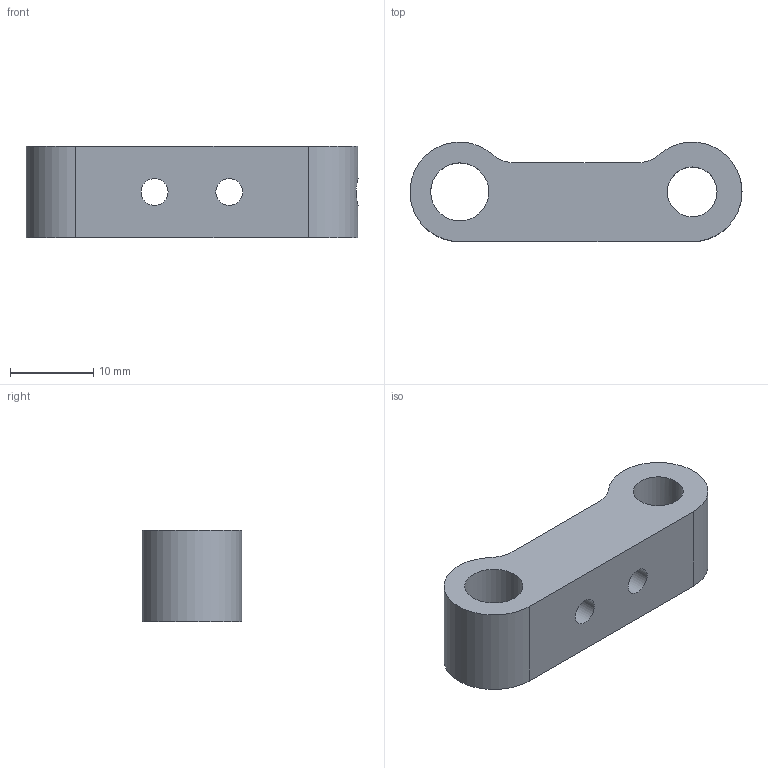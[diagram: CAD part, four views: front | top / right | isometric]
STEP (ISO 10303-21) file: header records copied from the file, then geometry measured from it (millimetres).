
FILE_DESCRIPTION(/* description */ (''),/* implementation_level */ '2;1');
FILE_NAME(/* name */ 'Underfeste.stp',/* time_stamp */ '2025-08-07T17:56:41+02:00',/* author */ ('roone'),/* organization */ (''),/* preprocessor_version */ 'ST-DEVELOPER v20',/* originating_system */ 'Autodesk Inventor 2025',/* authorisation */ '');
FILE_SCHEMA (('AUTOMOTIVE_DESIGN { 1 0 10303 214 3 1 1 }'));
Length unit declared in the file: millimetre
Products named in the file (1): Underfeste FINAL
Bounding box: 39.99 x 11.99 x 11 mm (x, y, z)
Volume: 3449 mm3; surface area: 2329 mm2
Topology: 1 solids, 1 shells, 13 faces, 38 edges, 27 vertices
Faces by surface type: cylinder 9, plane 4
Full cylindrical faces by diameter (mm): 3.242 x3, 6 x1, 7 x1
Entity records: 577 total; most frequent: CARTESIAN_POINT 150, ORIENTED_EDGE 76, DIRECTION 76, EDGE_CURVE 38, AXIS2_PLACEMENT_3D 30, VERTEX_POINT 26, EDGE_LOOP 22, LINE 16
